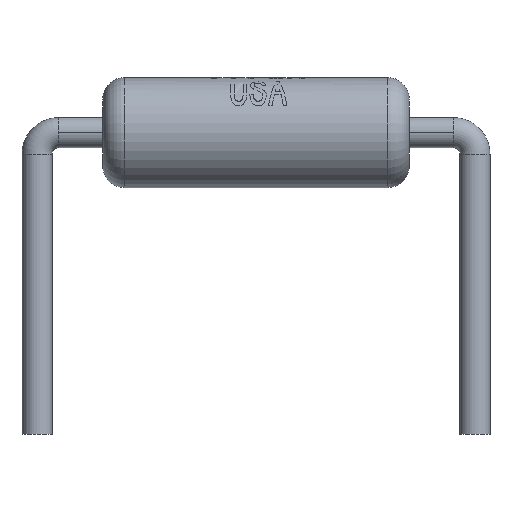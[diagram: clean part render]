
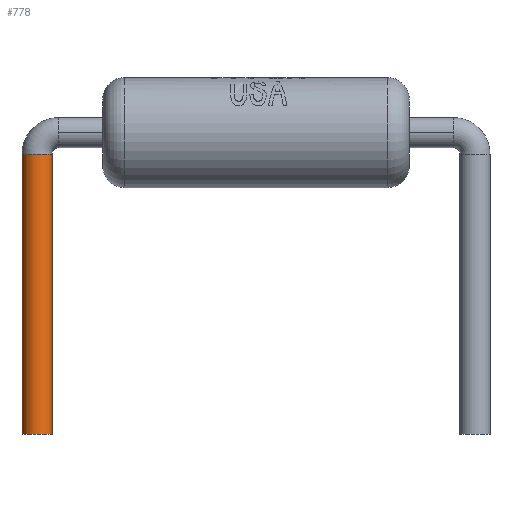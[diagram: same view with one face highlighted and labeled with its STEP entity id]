
A CAD part, top view. The second image highlights one B-rep face of the part: STEP entity #778.
In plain terms, the highlighted cylindrical face has radius 0.35 mm (diameter 0.7 mm), a partial arc.
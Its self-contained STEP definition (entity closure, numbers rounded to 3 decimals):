
#11 = DIRECTION ( 'NONE',  ( 0., -1., 0. ) ) ;
#23 = CARTESIAN_POINT ( 'NONE',  ( 0., 5.5, 0. ) ) ;
#32 = DIRECTION ( 'NONE',  ( 1., 0., 0. ) ) ;
#377 = VECTOR ( 'NONE', #978, 1000. ) ;
#380 = CIRCLE ( 'NONE', #917, 0.35 ) ;
#399 = LINE ( 'NONE', #987, #377 ) ;
#531 = CYLINDRICAL_SURFACE ( 'NONE', #1397, 0.35 ) ;
#537 = FACE_OUTER_BOUND ( 'NONE', #1949, .T. ) ;
#565 = CIRCLE ( 'NONE', #1390, 0.35 ) ;
#567 = LINE ( 'NONE', #1845, #573 ) ;
#573 = VECTOR ( 'NONE', #1850, 1000. ) ;
#778 = ADVANCED_FACE ( 'NONE', ( #537 ), #531, .T. ) ;
#917 = AXIS2_PLACEMENT_3D ( 'NONE', #957, #983, #970 ) ;
#957 = CARTESIAN_POINT ( 'NONE',  ( 0., -1., 0. ) ) ;
#970 = DIRECTION ( 'NONE',  ( 0., 0., 1. ) ) ;
#978 = DIRECTION ( 'NONE',  ( 0., -1., 0. ) ) ;
#983 = DIRECTION ( 'NONE',  ( 0., 1., 0. ) ) ;
#987 = CARTESIAN_POINT ( 'NONE',  ( -0.35, 5.5, 0. ) ) ;
#1082 = CARTESIAN_POINT ( 'NONE',  ( -0.35, -1., 0. ) ) ;
#1117 = CARTESIAN_POINT ( 'NONE',  ( 0.35, -1., 0. ) ) ;
#1148 = CARTESIAN_POINT ( 'NONE',  ( 0.35, 5.5, 0. ) ) ;
#1158 = CARTESIAN_POINT ( 'NONE',  ( -0.35, 5.5, 0. ) ) ;
#1390 = AXIS2_PLACEMENT_3D ( 'NONE', #2143, #2147, #2149 ) ;
#1397 = AXIS2_PLACEMENT_3D ( 'NONE', #23, #11, #32 ) ;
#1714 = EDGE_CURVE ( 'NONE', #2331, #2321, #565, .T. ) ;
#1845 = CARTESIAN_POINT ( 'NONE',  ( 0.35, 5.5, 0. ) ) ;
#1850 = DIRECTION ( 'NONE',  ( 0., -1., 0. ) ) ;
#1949 = EDGE_LOOP ( 'NONE', ( #2499, #2511, #2564, #2520 ) ) ;
#1985 = EDGE_CURVE ( 'NONE', #2321, #2648, #567, .T. ) ;
#2106 = EDGE_CURVE ( 'NONE', #2331, #2301, #399, .T. ) ;
#2107 = EDGE_CURVE ( 'NONE', #2301, #2648, #380, .T. ) ;
#2143 = CARTESIAN_POINT ( 'NONE',  ( 0., 5.5, 0. ) ) ;
#2147 = DIRECTION ( 'NONE',  ( 0., 1., 0. ) ) ;
#2149 = DIRECTION ( 'NONE',  ( 0., 0., 1. ) ) ;
#2301 = VERTEX_POINT ( 'NONE', #1082 ) ;
#2321 = VERTEX_POINT ( 'NONE', #1148 ) ;
#2331 = VERTEX_POINT ( 'NONE', #1158 ) ;
#2499 = ORIENTED_EDGE ( 'NONE', *, *, #1714, .F. ) ;
#2511 = ORIENTED_EDGE ( 'NONE', *, *, #2106, .T. ) ;
#2520 = ORIENTED_EDGE ( 'NONE', *, *, #1985, .F. ) ;
#2564 = ORIENTED_EDGE ( 'NONE', *, *, #2107, .T. ) ;
#2648 = VERTEX_POINT ( 'NONE', #1117 ) ;
